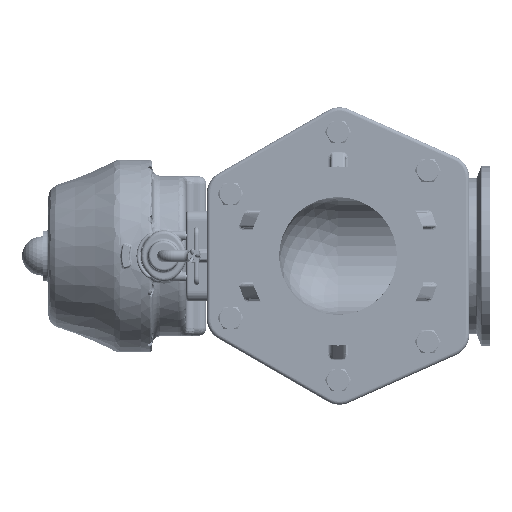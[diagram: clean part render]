
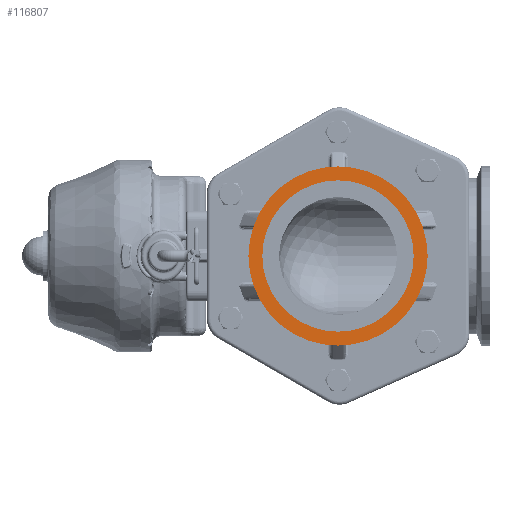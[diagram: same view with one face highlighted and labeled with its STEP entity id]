
A CAD part, left-side view. The second image highlights one B-rep face of the part: STEP entity #116807.
In plain terms, the highlighted face is planar.
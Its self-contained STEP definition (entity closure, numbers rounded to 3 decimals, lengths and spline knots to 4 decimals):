
#2844=FACE_BOUND('',#22375,.T.);
#5219=PLANE('',#125340);
#15801=FACE_OUTER_BOUND('',#22374,.T.);
#22374=EDGE_LOOP('',(#83420,#83421));
#22375=EDGE_LOOP('',(#83422,#83423));
#46252=CIRCLE('',#125216,2.22);
#46253=CIRCLE('',#125217,2.22);
#46301=CIRCLE('',#125328,1.875);
#46302=CIRCLE('',#125329,1.875);
#53432=VERTEX_POINT('',#176308);
#53433=VERTEX_POINT('',#176310);
#53476=VERTEX_POINT('',#176824);
#53477=VERTEX_POINT('',#176826);
#65000=EDGE_CURVE('',#53432,#53433,#46252,.T.);
#65001=EDGE_CURVE('',#53433,#53432,#46253,.T.);
#65109=EDGE_CURVE('',#53477,#53476,#46301,.T.);
#65110=EDGE_CURVE('',#53476,#53477,#46302,.T.);
#83420=ORIENTED_EDGE('',*,*,#65001,.F.);
#83421=ORIENTED_EDGE('',*,*,#65000,.F.);
#83422=ORIENTED_EDGE('',*,*,#65109,.T.);
#83423=ORIENTED_EDGE('',*,*,#65110,.T.);
#116807=ADVANCED_FACE('',(#15801,#2844),#5219,.T.);
#125216=AXIS2_PLACEMENT_3D('',#176311,#138950,#138951);
#125217=AXIS2_PLACEMENT_3D('',#176312,#138952,#138953);
#125328=AXIS2_PLACEMENT_3D('',#176827,#139202,#139203);
#125329=AXIS2_PLACEMENT_3D('',#176828,#139204,#139205);
#125340=AXIS2_PLACEMENT_3D('',#176847,#139228,#139229);
#138950=DIRECTION('center_axis',(0.,0.,-1.));
#138951=DIRECTION('ref_axis',(0.,1.,0.));
#138952=DIRECTION('center_axis',(0.,0.,-1.));
#138953=DIRECTION('ref_axis',(0.,1.,0.));
#139202=DIRECTION('center_axis',(0.,0.,-1.));
#139203=DIRECTION('ref_axis',(0.,1.,0.));
#139204=DIRECTION('center_axis',(0.,0.,-1.));
#139205=DIRECTION('ref_axis',(0.,1.,0.));
#139228=DIRECTION('center_axis',(0.,0.,1.));
#139229=DIRECTION('ref_axis',(1.,0.,0.));
#176308=CARTESIAN_POINT('',(0.,-2.22,2.13));
#176310=CARTESIAN_POINT('',(0.,2.22,2.13));
#176311=CARTESIAN_POINT('Origin',(0.,0.,2.13));
#176312=CARTESIAN_POINT('Origin',(0.,0.,2.13));
#176824=CARTESIAN_POINT('',(0.,-1.875,2.13));
#176826=CARTESIAN_POINT('',(0.,1.875,2.13));
#176827=CARTESIAN_POINT('Origin',(0.,0.,2.13));
#176828=CARTESIAN_POINT('Origin',(0.,0.,2.13));
#176847=CARTESIAN_POINT('Origin',(0.,1.11,2.13));
